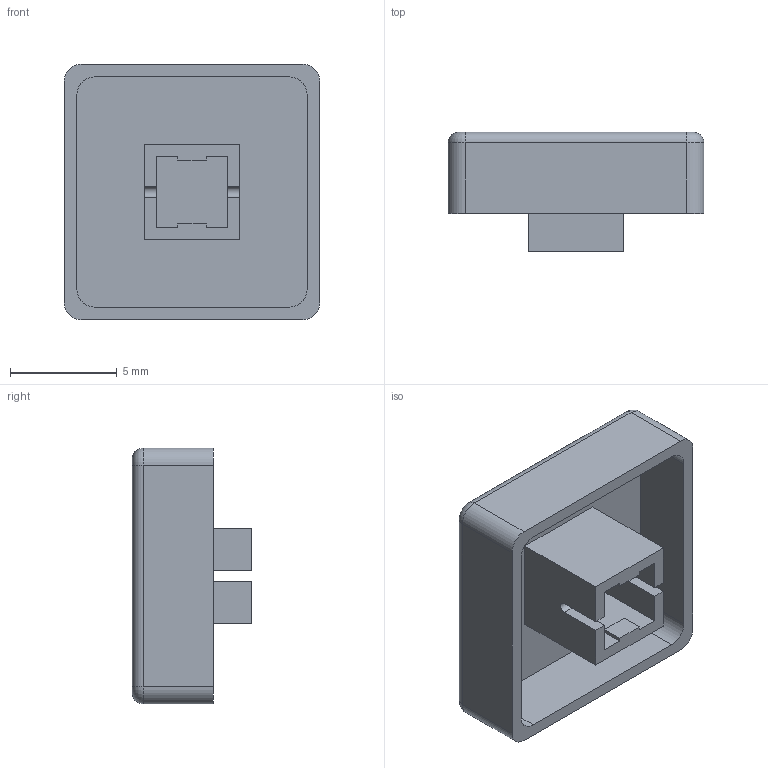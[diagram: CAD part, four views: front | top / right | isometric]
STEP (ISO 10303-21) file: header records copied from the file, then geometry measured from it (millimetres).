
FILE_DESCRIPTION (( 'STEP AP214' ), '1' );
FILE_NAME ('4JWHT.STEP', '2025-02-10T11:29:33', ( '' ), ( '' ), 'SwSTEP 2.0', 'SolidWorks 2024', '' );
FILE_SCHEMA (( 'AUTOMOTIVE_DESIGN' ));
Length unit declared in the file: millimetre
Products named in the file (1): 4JWHT
Bounding box: 12 x 5.6 x 12 mm (x, y, z)
Volume: 236 mm3; surface area: 725.2 mm2
Topology: 1 solids, 1 shells, 55 faces, 145 edges, 94 vertices
Faces by surface type: plane 34, cylinder 14, torus 6, sphere 1
Entity records: 1693 total; most frequent: DIRECTION 292, CARTESIAN_POINT 290, ORIENTED_EDGE 284, EDGE_CURVE 142, VECTOR 104, LINE 104, AXIS2_PLACEMENT_3D 94, VERTEX_POINT 92
